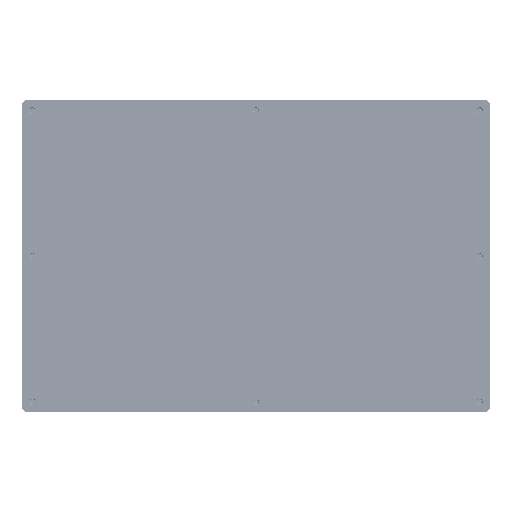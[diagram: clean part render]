
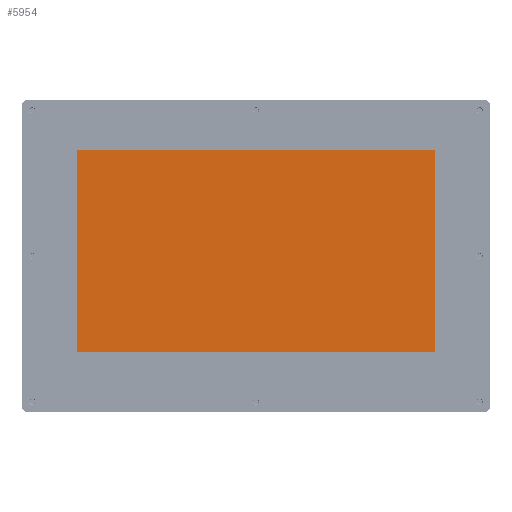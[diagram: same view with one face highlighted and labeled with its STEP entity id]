
A CAD part, top view. The second image highlights one B-rep face of the part: STEP entity #5954.
In plain terms, the highlighted planar face has unit normal (0, 0, 1).
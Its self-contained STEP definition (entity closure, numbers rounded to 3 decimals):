
#4256=DIRECTION('',(1.,0.,0.));
#4257=VECTOR('',#4256,345.1);
#4258=CARTESIAN_POINT('',(-172.55,97.,5.75));
#4259=LINE('',#4258,#4257);
#4284=DIRECTION('',(0.,-1.,0.));
#4285=VECTOR('',#4284,194.);
#4286=CARTESIAN_POINT('',(172.55,97.,5.75));
#4287=LINE('',#4286,#4285);
#4312=DIRECTION('',(-1.,0.,0.));
#4313=VECTOR('',#4312,345.1);
#4314=CARTESIAN_POINT('',(172.55,-97.,5.75));
#4315=LINE('',#4314,#4313);
#4340=DIRECTION('',(0.,1.,0.));
#4341=VECTOR('',#4340,194.);
#4342=CARTESIAN_POINT('',(-172.55,-97.,5.75));
#4343=LINE('',#4342,#4341);
#5414=CARTESIAN_POINT('',(-172.55,97.,5.75));
#5415=CARTESIAN_POINT('',(172.55,97.,5.75));
#5416=VERTEX_POINT('',#5414);
#5417=VERTEX_POINT('',#5415);
#5418=CARTESIAN_POINT('',(172.55,-97.,5.75));
#5419=VERTEX_POINT('',#5418);
#5420=CARTESIAN_POINT('',(-172.55,-97.,5.75));
#5421=VERTEX_POINT('',#5420);
#5940=CARTESIAN_POINT('',(172.55,97.,5.75));
#5941=DIRECTION('',(0.,0.,1.));
#5942=DIRECTION('',(-1.,0.,0.));
#5943=AXIS2_PLACEMENT_3D('',#5940,#5941,#5942);
#5944=PLANE('',#5943);
#5945=ORIENTED_EDGE('',*,*,#5914,.T.);
#5947=ORIENTED_EDGE('',*,*,#5946,.T.);
#5949=ORIENTED_EDGE('',*,*,#5948,.T.);
#5951=ORIENTED_EDGE('',*,*,#5950,.T.);
#5952=EDGE_LOOP('',(#5945,#5947,#5949,#5951));
#5953=FACE_OUTER_BOUND('',#5952,.F.);
#5954=ADVANCED_FACE('',(#5953),#5944,.T.);
#5914=EDGE_CURVE('',#5416,#5417,#4259,.T.);
#5946=EDGE_CURVE('',#5417,#5419,#4287,.T.);
#5948=EDGE_CURVE('',#5419,#5421,#4315,.T.);
#5950=EDGE_CURVE('',#5421,#5416,#4343,.T.);
